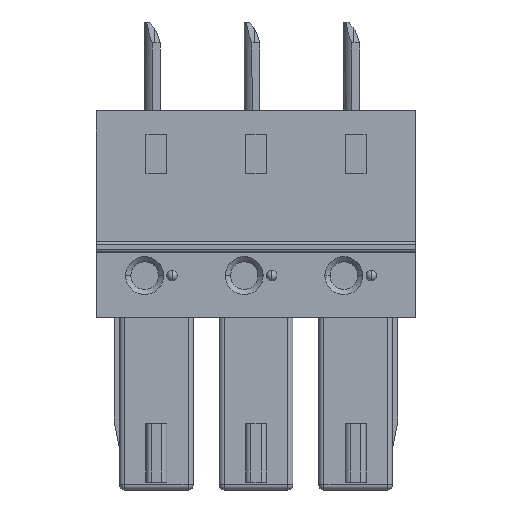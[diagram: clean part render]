
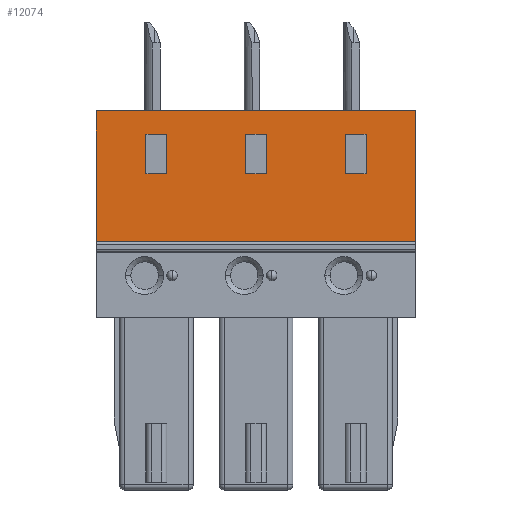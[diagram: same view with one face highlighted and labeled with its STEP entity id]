
A CAD part, front view. The second image highlights one B-rep face of the part: STEP entity #12074.
In plain terms, the highlighted planar face has unit normal (0, -1, 0).
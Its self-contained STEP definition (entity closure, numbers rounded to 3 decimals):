
#3772=DIRECTION('',(0.,0.,-1.));
#3773=VECTOR('',#3772,5.);
#3774=CARTESIAN_POINT('',(2.3,-3.7,0.));
#3775=LINE('',#3774,#3773);
#3808=DIRECTION('',(0.,0.,-1.));
#3809=VECTOR('',#3808,1.5);
#3810=CARTESIAN_POINT('',(-0.4,-3.7,-0.9));
#3811=LINE('',#3810,#3809);
#3812=DIRECTION('',(1.,0.,0.));
#3813=VECTOR('',#3812,0.8);
#3814=CARTESIAN_POINT('',(-0.4,-3.7,-2.4));
#3815=LINE('',#3814,#3813);
#3816=DIRECTION('',(0.,0.,1.));
#3817=VECTOR('',#3816,1.5);
#3818=CARTESIAN_POINT('',(0.4,-3.7,-2.4));
#3819=LINE('',#3818,#3817);
#3820=DIRECTION('',(-1.,0.,0.));
#3821=VECTOR('',#3820,0.8);
#3822=CARTESIAN_POINT('',(0.4,-3.7,-0.9));
#3823=LINE('',#3822,#3821);
#3844=DIRECTION('',(0.,0.,-1.));
#3845=VECTOR('',#3844,1.5);
#3846=CARTESIAN_POINT('',(-4.21,-3.7,-0.9));
#3847=LINE('',#3846,#3845);
#3848=DIRECTION('',(1.,0.,0.));
#3849=VECTOR('',#3848,0.8);
#3850=CARTESIAN_POINT('',(-4.21,-3.7,-2.4));
#3851=LINE('',#3850,#3849);
#3852=DIRECTION('',(0.,0.,1.));
#3853=VECTOR('',#3852,1.5);
#3854=CARTESIAN_POINT('',(-3.41,-3.7,-2.4));
#3855=LINE('',#3854,#3853);
#3856=DIRECTION('',(-1.,0.,0.));
#3857=VECTOR('',#3856,0.8);
#3858=CARTESIAN_POINT('',(-3.41,-3.7,-0.9));
#3859=LINE('',#3858,#3857);
#3880=DIRECTION('',(0.,0.,-1.));
#3881=VECTOR('',#3880,1.5);
#3882=CARTESIAN_POINT('',(-8.02,-3.7,-0.9));
#3883=LINE('',#3882,#3881);
#3884=DIRECTION('',(1.,0.,0.));
#3885=VECTOR('',#3884,0.8);
#3886=CARTESIAN_POINT('',(-8.02,-3.7,-2.4));
#3887=LINE('',#3886,#3885);
#3888=DIRECTION('',(0.,0.,1.));
#3889=VECTOR('',#3888,1.5);
#3890=CARTESIAN_POINT('',(-7.22,-3.7,-2.4));
#3891=LINE('',#3890,#3889);
#3892=DIRECTION('',(-1.,0.,0.));
#3893=VECTOR('',#3892,0.8);
#3894=CARTESIAN_POINT('',(-7.22,-3.7,-0.9));
#3895=LINE('',#3894,#3893);
#3896=DIRECTION('',(1.,0.,0.));
#3897=VECTOR('',#3896,12.22);
#3898=CARTESIAN_POINT('',(-9.92,-3.7,0.));
#3899=LINE('',#3898,#3897);
#4090=DIRECTION('',(1.,0.,0.));
#4091=VECTOR('',#4090,12.22);
#4092=CARTESIAN_POINT('',(-9.92,-3.7,-5.));
#4093=LINE('',#4092,#4091);
#4127=DIRECTION('',(0.,0.,-1.));
#4128=VECTOR('',#4127,5.);
#4129=CARTESIAN_POINT('',(-9.92,-3.7,0.));
#4130=LINE('',#4129,#4128);
#5816=CARTESIAN_POINT('',(-0.4,-3.7,-0.9));
#5817=CARTESIAN_POINT('',(-0.4,-3.7,-2.4));
#5818=VERTEX_POINT('',#5816);
#5819=VERTEX_POINT('',#5817);
#5820=CARTESIAN_POINT('',(0.4,-3.7,-2.4));
#5821=VERTEX_POINT('',#5820);
#5822=CARTESIAN_POINT('',(0.4,-3.7,-0.9));
#5823=VERTEX_POINT('',#5822);
#5990=CARTESIAN_POINT('',(-4.21,-3.7,-0.9));
#5991=CARTESIAN_POINT('',(-4.21,-3.7,-2.4));
#5992=VERTEX_POINT('',#5990);
#5993=VERTEX_POINT('',#5991);
#5994=CARTESIAN_POINT('',(-3.41,-3.7,-2.4));
#5995=VERTEX_POINT('',#5994);
#5996=CARTESIAN_POINT('',(-3.41,-3.7,-0.9));
#5997=VERTEX_POINT('',#5996);
#6164=CARTESIAN_POINT('',(-8.02,-3.7,-0.9));
#6165=CARTESIAN_POINT('',(-8.02,-3.7,-2.4));
#6166=VERTEX_POINT('',#6164);
#6167=VERTEX_POINT('',#6165);
#6168=CARTESIAN_POINT('',(-7.22,-3.7,-2.4));
#6169=VERTEX_POINT('',#6168);
#6170=CARTESIAN_POINT('',(-7.22,-3.7,-0.9));
#6171=VERTEX_POINT('',#6170);
#6286=CARTESIAN_POINT('',(2.3,-3.7,0.));
#6287=VERTEX_POINT('',#6286);
#6290=CARTESIAN_POINT('',(2.3,-3.7,-5.));
#6291=VERTEX_POINT('',#6290);
#6306=CARTESIAN_POINT('',(-9.92,-3.7,0.));
#6307=VERTEX_POINT('',#6306);
#6310=CARTESIAN_POINT('',(-9.92,-3.7,-5.));
#6311=VERTEX_POINT('',#6310);
#12031=CARTESIAN_POINT('',(-1.905,-3.7,0.));
#12032=DIRECTION('',(0.,-1.,0.));
#12033=DIRECTION('',(0.,0.,-1.));
#12034=AXIS2_PLACEMENT_3D('',#12031,#12032,#12033);
#12035=PLANE('',#12034);
#12037=ORIENTED_EDGE('',*,*,#12036,.F.);
#12039=ORIENTED_EDGE('',*,*,#12038,.F.);
#12040=ORIENTED_EDGE('',*,*,#9845,.T.);
#12041=ORIENTED_EDGE('',*,*,#11990,.T.);
#12042=EDGE_LOOP('',(#12037,#12039,#12040,#12041));
#12043=FACE_OUTER_BOUND('',#12042,.F.);
#12045=ORIENTED_EDGE('',*,*,#12044,.T.);
#12047=ORIENTED_EDGE('',*,*,#12046,.T.);
#12049=ORIENTED_EDGE('',*,*,#12048,.T.);
#12051=ORIENTED_EDGE('',*,*,#12050,.T.);
#12052=EDGE_LOOP('',(#12045,#12047,#12049,#12051));
#12053=FACE_BOUND('',#12052,.F.);
#12055=ORIENTED_EDGE('',*,*,#12054,.T.);
#12057=ORIENTED_EDGE('',*,*,#12056,.T.);
#12059=ORIENTED_EDGE('',*,*,#12058,.T.);
#12061=ORIENTED_EDGE('',*,*,#12060,.T.);
#12062=EDGE_LOOP('',(#12055,#12057,#12059,#12061));
#12063=FACE_BOUND('',#12062,.F.);
#12065=ORIENTED_EDGE('',*,*,#12064,.T.);
#12067=ORIENTED_EDGE('',*,*,#12066,.T.);
#12069=ORIENTED_EDGE('',*,*,#12068,.T.);
#12071=ORIENTED_EDGE('',*,*,#12070,.T.);
#12072=EDGE_LOOP('',(#12065,#12067,#12069,#12071));
#12073=FACE_BOUND('',#12072,.F.);
#12074=ADVANCED_FACE('',(#12043,#12053,#12063,#12073),#12035,.T.);
#9845=EDGE_CURVE('',#6307,#6287,#3899,.T.);
#11990=EDGE_CURVE('',#6287,#6291,#3775,.T.);
#12036=EDGE_CURVE('',#6311,#6291,#4093,.T.);
#12038=EDGE_CURVE('',#6307,#6311,#4130,.T.);
#12044=EDGE_CURVE('',#5818,#5819,#3811,.T.);
#12046=EDGE_CURVE('',#5819,#5821,#3815,.T.);
#12048=EDGE_CURVE('',#5821,#5823,#3819,.T.);
#12050=EDGE_CURVE('',#5823,#5818,#3823,.T.);
#12054=EDGE_CURVE('',#5992,#5993,#3847,.T.);
#12056=EDGE_CURVE('',#5993,#5995,#3851,.T.);
#12058=EDGE_CURVE('',#5995,#5997,#3855,.T.);
#12060=EDGE_CURVE('',#5997,#5992,#3859,.T.);
#12064=EDGE_CURVE('',#6166,#6167,#3883,.T.);
#12066=EDGE_CURVE('',#6167,#6169,#3887,.T.);
#12068=EDGE_CURVE('',#6169,#6171,#3891,.T.);
#12070=EDGE_CURVE('',#6171,#6166,#3895,.T.);
